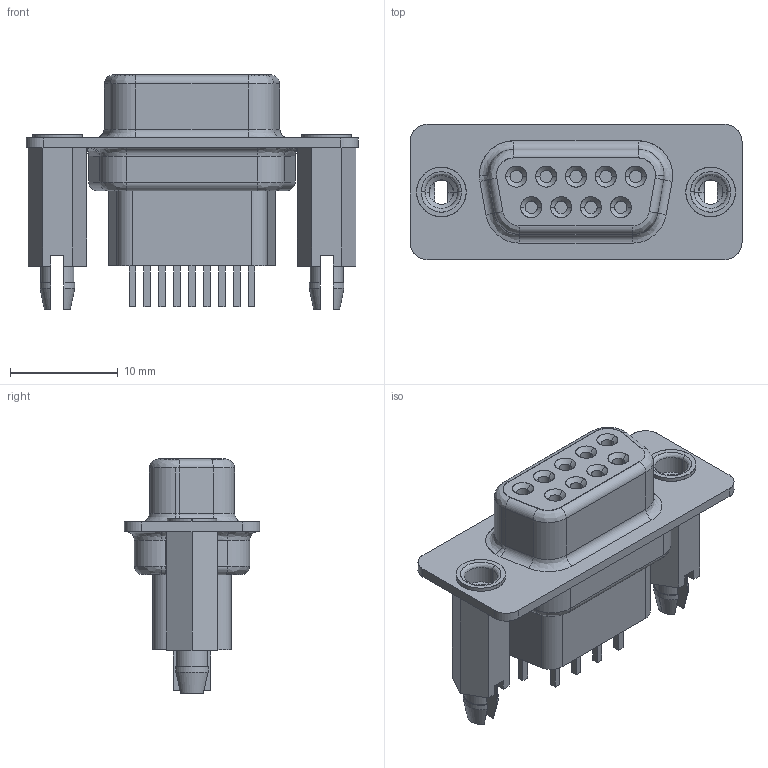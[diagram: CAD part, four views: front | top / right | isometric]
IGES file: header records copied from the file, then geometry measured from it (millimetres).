
Start section: SolidWorks IGES file using analytic representation for surfaces
Global section: file name: CKelleher'K88X-ED-9S-BR_rA3.IGS; native system: SolidWorks 2007; preprocessor: SolidWorks 2007; author: Ckelleher; date: 120202.104350; units: millimetre
Bounding box: 30.81 x 12.55 x 21.75 mm (x, y, z)
Surface area: 2435.8 mm2 (no closed solid volume)
Topology: 0 solids, 0 shells, 253 faces, 2198 edges, 2198 vertices
Faces by surface type: bspline 137, revolution 116
